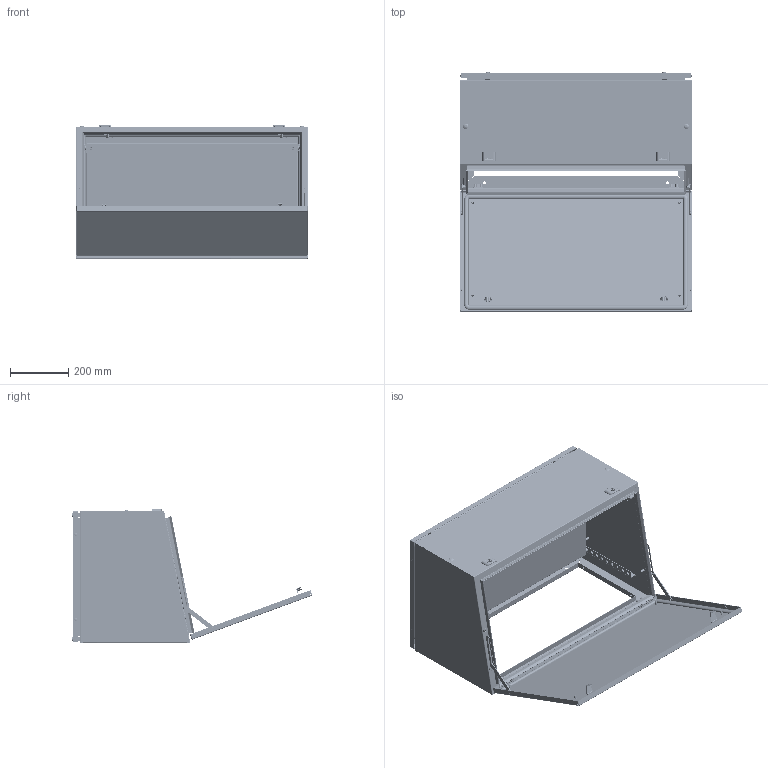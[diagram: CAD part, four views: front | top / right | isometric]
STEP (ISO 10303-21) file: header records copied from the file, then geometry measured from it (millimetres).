
FILE_DESCRIPTION (( 'STEP AP203' ), '1' );
FILE_NAME ('R5APC800.step', '2013-04-25T07:23:25', ( 'User' ), ( 'DKC' ), 'SwSTEP 2.0', 'SolidWorks 2012', '' );
FILE_SCHEMA (( 'CONFIG_CONTROL_DESIGN' ));
Length unit declared in the file: millimetre
Products named in the file (54): R5APC800; Vite M8x12 AC00C476_DIN 7984 - M8 x 12 --- 12S; Flange Nut M81_Flange Nut M8; AC00C237; AC00C490_AC00C490; Mounting plate CN,VN top part_LA07C011  800; MOLLA AC00C344_AC00C344; Coverstop CN (mirror) (1)_AC00C496; AC00C316_AC00C316; Assem back panel CN (top part)_LA02C023   800mm; LA sealant for back panel_800; Back panel CN (top part)_800  LA02C023; Rounded head screw with cross slot M6 x 12_ISO 7045 - M6 x 12 - Z --- 12S; capscrew with recessed hexahedron m6 x 10_ISO 4762 M6 x 10 --- 10S; AC00C172 new; Handle for desk_�� 㬮�砭��; Sealant AC00356_�� 㬮�砭��; AC00C348_�� 㬮�砭��; Hex Flange Bolt M6x10_ISO 4162 - M6 x 12 x 12-S; Piastrina AC00C347_�� 㬮�砭��; Inserto a doppio pettine AC00C443_AC00C343; BASETTA ESTERNA PER BOX AC00C503_AC00C503; Assem front door of top part CN_LA02C016  800mm; AC00C112; lock catch LE02C082; CERNIERA SALDATA_AC00C398; lock catch LA02C021; LA sealant for door_800; Front door of top part CN_800; Hinge CE (mirror) (1); Hinge CE (1); Perno AC00C401 (3)_AC00C401; Tapping screw 4.2x16 (1)_Tapping screw 4.2x16; CERNIERA AC00C399; blocchetto fissaggio cerniera AC00C354_AC00C354; Coverstop CN (1)_AC00C496; Nut M5 A3200001_A3200001; Prigioniero PFH-M5-12_�� 㬮�砭��; Øàéáà 5.65Ã ÃÎÑÒ 11648-75 (1)_˜ ©¡  5.65ƒ ƒŽ‘’ 11648-75; Øàéáà 3.65Ã ÃÎÑÒ 11648-75 (1)_˜ ©¡  3.65ƒ ƒŽ‘’ 11648-75 ...
Assembly tree (119 placements, depth 3):
  R5APC800
    Body of control desk CN top part_LA01S008  800mm
      Left side CN LA01C035 (top part)_�� 㬮�砭��
      Front bottom profile CN (top part)_LA01C038  800mm
      Back bottom profile CN (top part)_LA01C044  800mm
      Top profile CN (top part) (+k=0.8)_LA01C050  800mm
      Left side CN LA01C035 (top part)_MirrorLE01C051
      Fixing holder LA01C055_�� 㬮�砭��  x4
      land_�� 㬮�砭��  x4
      end-cap_AC00C061  x4
    Coverstop CN (1)_AC00C496
      AC00C496_AC00C496
      vite m5x10 ac00c274_Vite M5x10 AC00C274  x2
      Flange Nut M5_Flange Nut M5  x2
      AC00C279_AC00C279
      bar AC00C278
      Øàéáà 3.65Ã ÃÎÑÒ 11648-75 (1)_˜ ©¡  3.65ƒ ƒŽ‘’ 11648-75
      Øàéáà 5.65Ã ÃÎÑÒ 11648-75 (1)_˜ ©¡  5.65ƒ ƒŽ‘’ 11648-75
      Prigioniero PFH-M5-12_�� 㬮�砭��
      Nut M5 A3200001_A3200001
    Hinge CE (1)
      blocchetto fissaggio cerniera AC00C354_AC00C354
      CERNIERA AC00C399
      Tapping screw 4.2x16 (1)_Tapping screw 4.2x16  x2
      Perno AC00C401 (3)_AC00C401
    Hinge CE (mirror) (1)
      blocchetto fissaggio cerniera AC00C354_AC00C354
      CERNIERA AC00C399
      Tapping screw 4.2x16 (1)_Tapping screw 4.2x16  x2
      Perno AC00C401 (3)_AC00C401
    Assem front door of top part CN_LA02C016  800mm
      Front door of top part CN_800
      LA sealant for door_800
      lock catch LA02C021
      CERNIERA SALDATA_AC00C398  x2
      lock catch LE02C082
      AC00C112  x2
      land_�� 㬮�砭��  x4
      end-cap_AC00C061  x4
    Handle for desk_�� 㬮�砭��  x2
      BASETTA ESTERNA PER BOX AC00C503_AC00C503
      Inserto a doppio pettine AC00C443_AC00C343
      Piastrina AC00C347_�� 㬮�砭��
      Hex Flange Bolt M6x10_ISO 4162 - M6 x 12 x 12-S
      AC00C348_�� 㬮�砭��
      Sealant AC00356_�� 㬮�砭��
    AC00C172 new  x4
    capscrew with recessed hexahedron m6 x 10_ISO 4762 M6 x 10 --- 10S  x4
    Rounded head screw with cross slot M6 x 12_ISO 7045 - M6 x 12 - Z --- 12S  x4
    Assem back panel CN (top part)_LA02C023   800mm
      Back panel CN (top part)_800  LA02C023
      LA sealant for back panel_800
      AC00C112  x4
      land_�� 㬮�砭��  x2
      end-cap_AC00C061  x2
    AC00C316_AC00C316  x2
    Coverstop CN (mirror) (1)_AC00C496
      AC00C496_AC00C496
      vite m5x10 ac00c274_Vite M5x10 AC00C274  x2
      Flange Nut M5_Flange Nut M5  x2
Bounding box: 800 x 829.26 x 461.51 mm (x, y, z)
Volume: 4008945.5 mm3; surface area: 4456962.5 mm2
Topology: 126 solids, 126 shells, 9813 faces, 25819 edges, 16412 vertices
Faces by surface type: bspline 3220, cylinder 2423, plane 2404, cone 1570, torus 172, sphere 24
Entity records: 174165 total; most frequent: CARTESIAN_POINT 97577, ORIENTED_EDGE 15076, DIRECTION 13456, EDGE_CURVE 7538, AXIS2_PLACEMENT_3D 4798, VERTEX_POINT 4675, LINE 3860, VECTOR 3860
